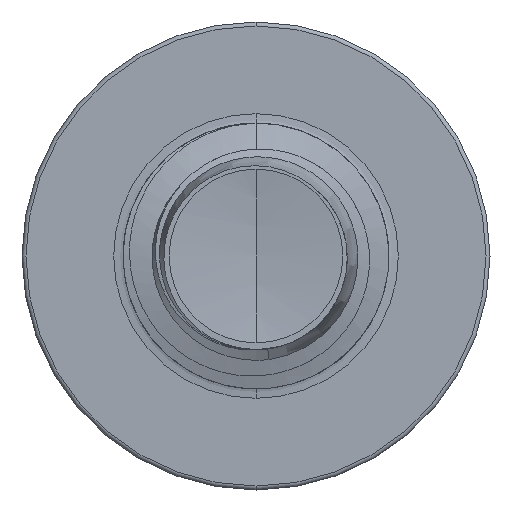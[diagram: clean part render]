
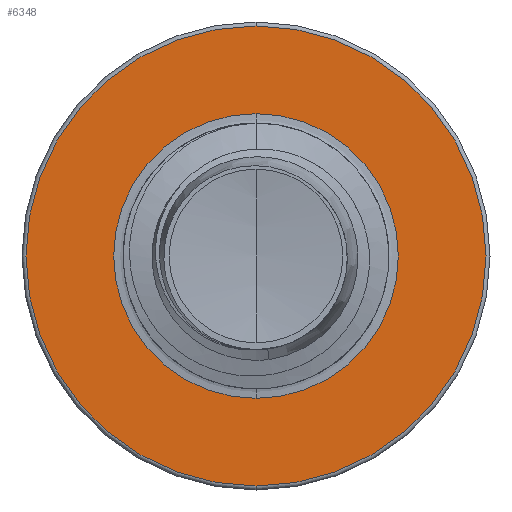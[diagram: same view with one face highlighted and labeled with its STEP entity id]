
A CAD part, front view. The second image highlights one B-rep face of the part: STEP entity #6348.
In plain terms, the highlighted planar face has unit normal (0, -1, 0).
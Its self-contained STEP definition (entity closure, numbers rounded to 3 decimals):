
#253 = CARTESIAN_POINT ( 'NONE',  ( 0., 6.5, 0. ) ) ;
#599 = ORIENTED_EDGE ( 'NONE', *, *, #11324, .F. ) ;
#1749 = DIRECTION ( 'NONE',  ( 0., 0., 1. ) ) ;
#1940 = VERTEX_POINT ( 'NONE', #10462 ) ;
#2659 = ORIENTED_EDGE ( 'NONE', *, *, #12474, .F. ) ;
#2885 = ORIENTED_EDGE ( 'NONE', *, *, #12454, .T. ) ;
#2925 = ORIENTED_EDGE ( 'NONE', *, *, #10394, .T. ) ;
#3432 = CARTESIAN_POINT ( 'NONE',  ( 0., 6.5, 0. ) ) ;
#3628 = VERTEX_POINT ( 'NONE', #6635 ) ;
#4421 = DIRECTION ( 'NONE',  ( 0., 1., 0. ) ) ;
#4654 = FACE_BOUND ( 'NONE', #9149, .T. ) ;
#4736 = DIRECTION ( 'NONE',  ( 0., 0., 1. ) ) ;
#4924 = CARTESIAN_POINT ( 'NONE',  ( 0., 6.5, 0. ) ) ;
#4969 = FACE_OUTER_BOUND ( 'NONE', #8931, .T. ) ;
#6244 = DIRECTION ( 'NONE',  ( 0., 0., 1. ) ) ;
#6348 = ADVANCED_FACE ( 'NONE', ( #4969, #4654 ), #14830, .F. ) ;
#6635 = CARTESIAN_POINT ( 'NONE',  ( 0., 6.5, -2.677 ) ) ;
#8313 = AXIS2_PLACEMENT_3D ( 'NONE', #14501, #14485, #14463 ) ;
#8874 = CIRCLE ( 'NONE', #14421, 4.325 ) ;
#8931 = EDGE_LOOP ( 'NONE', ( #599, #2659 ) ) ;
#8979 = AXIS2_PLACEMENT_3D ( 'NONE', #3432, #11750, #4736 ) ;
#9149 = EDGE_LOOP ( 'NONE', ( #2885, #2925 ) ) ;
#9243 = AXIS2_PLACEMENT_3D ( 'NONE', #4924, #13006, #6244 ) ;
#9244 = DIRECTION ( 'NONE',  ( 0., 1., 0. ) ) ;
#10394 = EDGE_CURVE ( 'NONE', #3628, #1940, #14642, .T. ) ;
#10462 = CARTESIAN_POINT ( 'NONE',  ( 0., 6.5, 2.677 ) ) ;
#11324 = EDGE_CURVE ( 'NONE', #14745, #12689, #15746, .T. ) ;
#11471 = CARTESIAN_POINT ( 'NONE',  ( 0., 6.5, 0. ) ) ;
#11522 = CARTESIAN_POINT ( 'NONE',  ( 0., 6.5, -4.325 ) ) ;
#11750 = DIRECTION ( 'NONE',  ( 0., 1., 0. ) ) ;
#12189 = CIRCLE ( 'NONE', #13601, 2.677 ) ;
#12377 = CARTESIAN_POINT ( 'NONE',  ( 0., 6.5, 4.325 ) ) ;
#12454 = EDGE_CURVE ( 'NONE', #1940, #3628, #12189, .T. ) ;
#12474 = EDGE_CURVE ( 'NONE', #12689, #14745, #8874, .T. ) ;
#12589 = DIRECTION ( 'NONE',  ( 0., 0., 1. ) ) ;
#12689 = VERTEX_POINT ( 'NONE', #11522 ) ;
#13006 = DIRECTION ( 'NONE',  ( 0., 1., 0. ) ) ;
#13601 = AXIS2_PLACEMENT_3D ( 'NONE', #253, #9244, #1749 ) ;
#14421 = AXIS2_PLACEMENT_3D ( 'NONE', #11471, #4421, #12589 ) ;
#14463 = DIRECTION ( 'NONE',  ( 0., 0., 1. ) ) ;
#14485 = DIRECTION ( 'NONE',  ( 0., 1., 0. ) ) ;
#14501 = CARTESIAN_POINT ( 'NONE',  ( 0., 6.5, -2.677 ) ) ;
#14642 = CIRCLE ( 'NONE', #9243, 2.677 ) ;
#14745 = VERTEX_POINT ( 'NONE', #12377 ) ;
#14830 = PLANE ( 'NONE',  #8313 ) ;
#15746 = CIRCLE ( 'NONE', #8979, 4.325 ) ;
